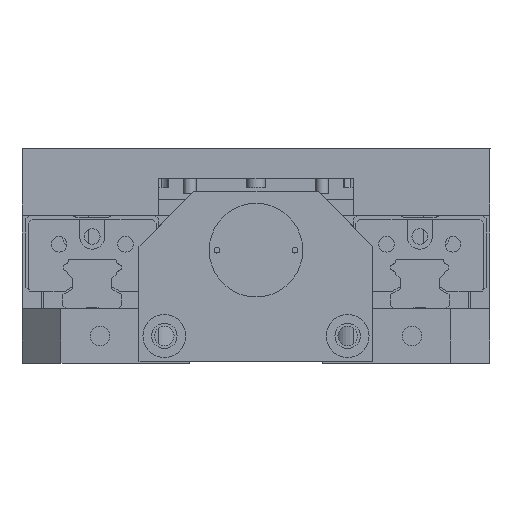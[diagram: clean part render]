
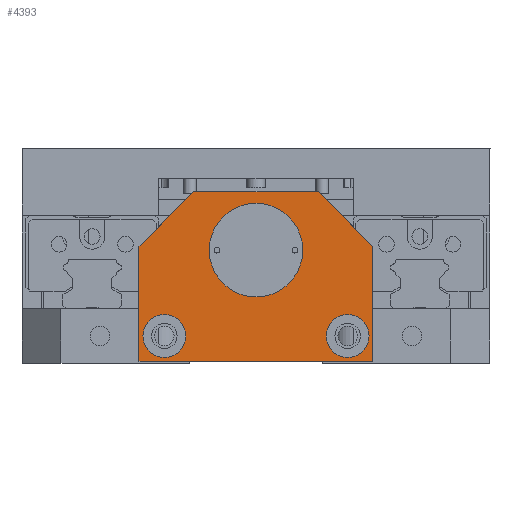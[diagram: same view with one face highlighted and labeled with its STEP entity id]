
A CAD part, left-side view. The second image highlights one B-rep face of the part: STEP entity #4393.
In plain terms, the highlighted planar face has unit normal (-1, 0, 0).
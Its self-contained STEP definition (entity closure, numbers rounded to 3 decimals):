
#45 = AXIS2_PLACEMENT_3D ( 'NONE', #962, #5130, #18192 ) ;
#344 = EDGE_CURVE ( 'NONE', #9332, #20891, #19466, .T. ) ;
#591 = ORIENTED_EDGE ( 'NONE', *, *, #7653, .F. ) ;
#740 = VERTEX_POINT ( 'NONE', #20801 ) ;
#898 = FACE_BOUND ( 'NONE', #23936, .T. ) ;
#962 = CARTESIAN_POINT ( 'NONE',  ( -217., 23.5, 7. ) ) ;
#1020 = VERTEX_POINT ( 'NONE', #22113 ) ;
#1210 = DIRECTION ( 'NONE',  ( 0., -1., 0. ) ) ;
#1519 = AXIS2_PLACEMENT_3D ( 'NONE', #20532, #9923, #1210 ) ;
#1684 = EDGE_LOOP ( 'NONE', ( #26251, #9485 ) ) ;
#1753 = DIRECTION ( 'NONE',  ( -1., 0., 0. ) ) ;
#1995 = CARTESIAN_POINT ( 'NONE',  ( -217., 30., 44. ) ) ;
#2650 = EDGE_CURVE ( 'NONE', #740, #11514, #20449, .T. ) ;
#2904 = LINE ( 'NONE', #5909, #23927 ) ;
#3674 = AXIS2_PLACEMENT_3D ( 'NONE', #20237, #20433, #24628 ) ;
#3709 = AXIS2_PLACEMENT_3D ( 'NONE', #25289, #27604, #14656 ) ;
#3734 = DIRECTION ( 'NONE',  ( 0., 0.707, 0.707 ) ) ;
#3766 = DIRECTION ( 'NONE',  ( 0., 0.707, -0.707 ) ) ;
#3769 = CARTESIAN_POINT ( 'NONE',  ( -217., 30., 0.5 ) ) ;
#3842 = CARTESIAN_POINT ( 'NONE',  ( -217., -30., 0.5 ) ) ;
#4393 = ADVANCED_FACE ( 'NONE', ( #898, #20543, #24294, #24647 ), #28157, .T. ) ;
#4523 = EDGE_CURVE ( 'NONE', #12467, #27124, #16132, .T. ) ;
#4912 = VERTEX_POINT ( 'NONE', #27344 ) ;
#5130 = DIRECTION ( 'NONE',  ( -1., 0., 0. ) ) ;
#5214 = EDGE_CURVE ( 'NONE', #6691, #1020, #23204, .T. ) ;
#5516 = VECTOR ( 'NONE', #3734, 1000. ) ;
#5780 = ORIENTED_EDGE ( 'NONE', *, *, #4523, .T. ) ;
#5909 = CARTESIAN_POINT ( 'NONE',  ( -217., 23., 37. ) ) ;
#6219 = CARTESIAN_POINT ( 'NONE',  ( -217., -23.5, 7. ) ) ;
#6691 = VERTEX_POINT ( 'NONE', #28078 ) ;
#7070 = EDGE_CURVE ( 'NONE', #4912, #9549, #7465, .T. ) ;
#7190 = CARTESIAN_POINT ( 'NONE',  ( -217., 30., 0.5 ) ) ;
#7465 = CIRCLE ( 'NONE', #24762, 12. ) ;
#7653 = EDGE_CURVE ( 'NONE', #9549, #4912, #20344, .T. ) ;
#8281 = VERTEX_POINT ( 'NONE', #14955 ) ;
#8709 = AXIS2_PLACEMENT_3D ( 'NONE', #6219, #14845, #23595 ) ;
#8877 = VECTOR ( 'NONE', #21925, 1000. ) ;
#9332 = VERTEX_POINT ( 'NONE', #15378 ) ;
#9485 = ORIENTED_EDGE ( 'NONE', *, *, #26717, .F. ) ;
#9549 = VERTEX_POINT ( 'NONE', #24297 ) ;
#9923 = DIRECTION ( 'NONE',  ( -1., 0., 0. ) ) ;
#10593 = LINE ( 'NONE', #16702, #5516 ) ;
#10673 = DIRECTION ( 'NONE',  ( -1., 0., 0. ) ) ;
#11514 = VERTEX_POINT ( 'NONE', #24192 ) ;
#12038 = DIRECTION ( 'NONE',  ( 0., -1., 0. ) ) ;
#12040 = VECTOR ( 'NONE', #21188, 1000. ) ;
#12359 = ORIENTED_EDGE ( 'NONE', *, *, #15489, .F. ) ;
#12446 = CARTESIAN_POINT ( 'NONE',  ( -217., -30., 0.5 ) ) ;
#12467 = VERTEX_POINT ( 'NONE', #12446 ) ;
#12621 = DIRECTION ( 'NONE',  ( 0., -1., 0. ) ) ;
#13259 = AXIS2_PLACEMENT_3D ( 'NONE', #1995, #10673, #27969 ) ;
#13307 = LINE ( 'NONE', #25043, #27240 ) ;
#14539 = CIRCLE ( 'NONE', #3674, 5.5 ) ;
#14656 = DIRECTION ( 'NONE',  ( 0., -1., 0. ) ) ;
#14845 = DIRECTION ( 'NONE',  ( -1., 0., 0. ) ) ;
#14955 = CARTESIAN_POINT ( 'NONE',  ( -217., 18., 7. ) ) ;
#15378 = CARTESIAN_POINT ( 'NONE',  ( -217., 30., 30. ) ) ;
#15427 = CIRCLE ( 'NONE', #3709, 5.5 ) ;
#15489 = EDGE_CURVE ( 'NONE', #1020, #6691, #14539, .T. ) ;
#15496 = CIRCLE ( 'NONE', #45, 5.5 ) ;
#16132 = LINE ( 'NONE', #3842, #12040 ) ;
#16485 = ORIENTED_EDGE ( 'NONE', *, *, #19621, .T. ) ;
#16499 = VERTEX_POINT ( 'NONE', #26752 ) ;
#16544 = ORIENTED_EDGE ( 'NONE', *, *, #21649, .T. ) ;
#16702 = CARTESIAN_POINT ( 'NONE',  ( -217., 7., 67. ) ) ;
#17423 = VECTOR ( 'NONE', #21292, 1000. ) ;
#17688 = EDGE_CURVE ( 'NONE', #8281, #16499, #15427, .T. ) ;
#18192 = DIRECTION ( 'NONE',  ( 0., -1., 0. ) ) ;
#19466 = LINE ( 'NONE', #3769, #17423 ) ;
#19621 = EDGE_CURVE ( 'NONE', #27124, #740, #10593, .T. ) ;
#20237 = CARTESIAN_POINT ( 'NONE',  ( -217., -23.5, 7. ) ) ;
#20344 = CIRCLE ( 'NONE', #1519, 12. ) ;
#20433 = DIRECTION ( 'NONE',  ( -1., 0., 0. ) ) ;
#20449 = LINE ( 'NONE', #26106, #8877 ) ;
#20532 = CARTESIAN_POINT ( 'NONE',  ( -217., 0., 29. ) ) ;
#20543 = FACE_BOUND ( 'NONE', #1684, .T. ) ;
#20801 = CARTESIAN_POINT ( 'NONE',  ( -217., -16., 44. ) ) ;
#20848 = ORIENTED_EDGE ( 'NONE', *, *, #2650, .T. ) ;
#20891 = VERTEX_POINT ( 'NONE', #7190 ) ;
#21188 = DIRECTION ( 'NONE',  ( 0., 0., 1. ) ) ;
#21292 = DIRECTION ( 'NONE',  ( 0., 0., -1. ) ) ;
#21649 = EDGE_CURVE ( 'NONE', #11514, #9332, #2904, .T. ) ;
#21925 = DIRECTION ( 'NONE',  ( 0., 1., 0. ) ) ;
#22113 = CARTESIAN_POINT ( 'NONE',  ( -217., -18., 7. ) ) ;
#22288 = EDGE_LOOP ( 'NONE', ( #5780, #16485, #20848, #16544, #22635, #22408 ) ) ;
#22408 = ORIENTED_EDGE ( 'NONE', *, *, #23264, .T. ) ;
#22635 = ORIENTED_EDGE ( 'NONE', *, *, #344, .T. ) ;
#23011 = ORIENTED_EDGE ( 'NONE', *, *, #7070, .F. ) ;
#23204 = CIRCLE ( 'NONE', #8709, 5.5 ) ;
#23264 = EDGE_CURVE ( 'NONE', #20891, #12467, #13307, .T. ) ;
#23595 = DIRECTION ( 'NONE',  ( 0., -1., 0. ) ) ;
#23927 = VECTOR ( 'NONE', #3766, 1000. ) ;
#23936 = EDGE_LOOP ( 'NONE', ( #23011, #591 ) ) ;
#23949 = CARTESIAN_POINT ( 'NONE',  ( -217., -30., 30. ) ) ;
#24192 = CARTESIAN_POINT ( 'NONE',  ( -217., 16., 44. ) ) ;
#24294 = FACE_BOUND ( 'NONE', #24798, .T. ) ;
#24297 = CARTESIAN_POINT ( 'NONE',  ( -217., 12., 29. ) ) ;
#24628 = DIRECTION ( 'NONE',  ( 0., -1., 0. ) ) ;
#24647 = FACE_OUTER_BOUND ( 'NONE', #22288, .T. ) ;
#24762 = AXIS2_PLACEMENT_3D ( 'NONE', #28106, #1753, #12621 ) ;
#24798 = EDGE_LOOP ( 'NONE', ( #25371, #12359 ) ) ;
#25043 = CARTESIAN_POINT ( 'NONE',  ( -217., -30., 0.5 ) ) ;
#25289 = CARTESIAN_POINT ( 'NONE',  ( -217., 23.5, 7. ) ) ;
#25371 = ORIENTED_EDGE ( 'NONE', *, *, #5214, .F. ) ;
#26106 = CARTESIAN_POINT ( 'NONE',  ( -217., -30., 44. ) ) ;
#26251 = ORIENTED_EDGE ( 'NONE', *, *, #17688, .F. ) ;
#26717 = EDGE_CURVE ( 'NONE', #16499, #8281, #15496, .T. ) ;
#26752 = CARTESIAN_POINT ( 'NONE',  ( -217., 29., 7. ) ) ;
#27124 = VERTEX_POINT ( 'NONE', #23949 ) ;
#27240 = VECTOR ( 'NONE', #12038, 1000. ) ;
#27344 = CARTESIAN_POINT ( 'NONE',  ( -217., -12., 29. ) ) ;
#27604 = DIRECTION ( 'NONE',  ( -1., 0., 0. ) ) ;
#27969 = DIRECTION ( 'NONE',  ( 0., -1., 0. ) ) ;
#28078 = CARTESIAN_POINT ( 'NONE',  ( -217., -29., 7. ) ) ;
#28106 = CARTESIAN_POINT ( 'NONE',  ( -217., 0., 29. ) ) ;
#28157 = PLANE ( 'NONE',  #13259 ) ;
